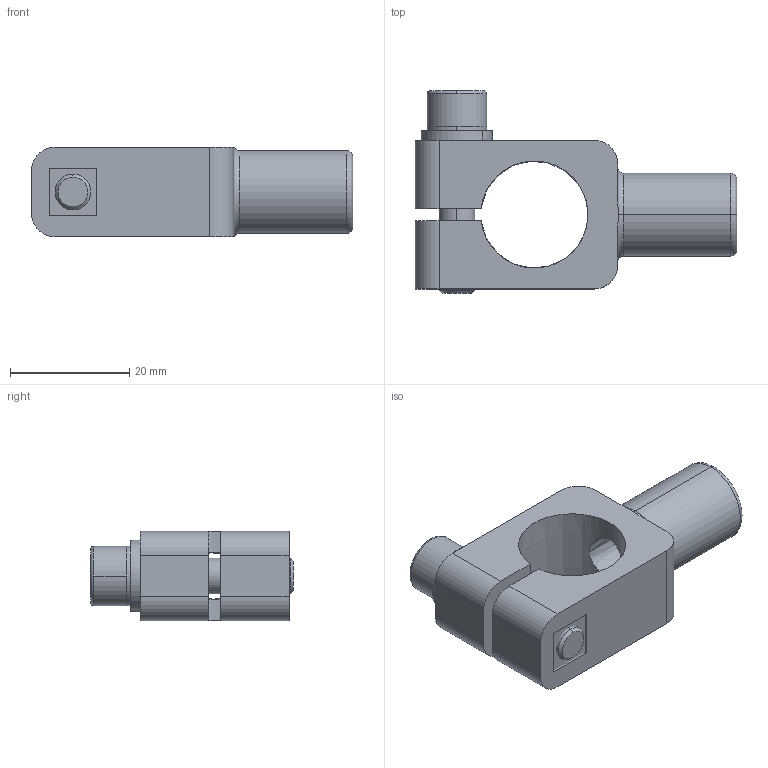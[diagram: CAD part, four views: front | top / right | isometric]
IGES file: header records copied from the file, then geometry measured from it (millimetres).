
Global section: file name: No Iges File Name specified; native system: AutoDesk Inventor R11.0; preprocessor: AutoDesk Inventor Iges Exporter R11.0; author: No Author specified; organization: No Organization specified; date: 20080117.104936; units: millimetre
Bounding box: 54 x 34 x 15 mm (x, y, z)
Volume: 11029.6 mm3; surface area: 7230.3 mm2
Topology: 5 solids, 5 shells, 78 faces, 181 edges, 116 vertices
Faces by surface type: plane 41, cylinder 16, bspline 10, revolution 5, torus 4, cone 2
